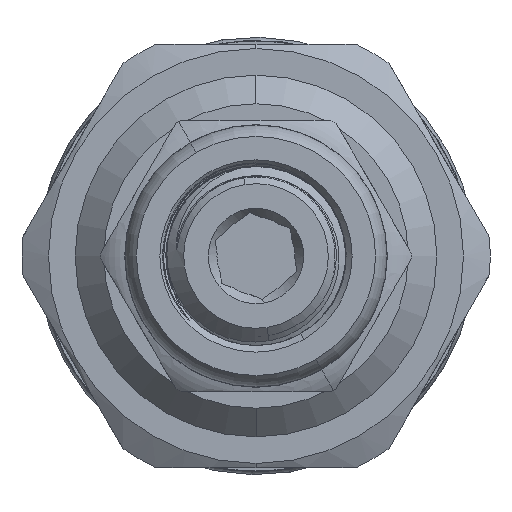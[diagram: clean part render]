
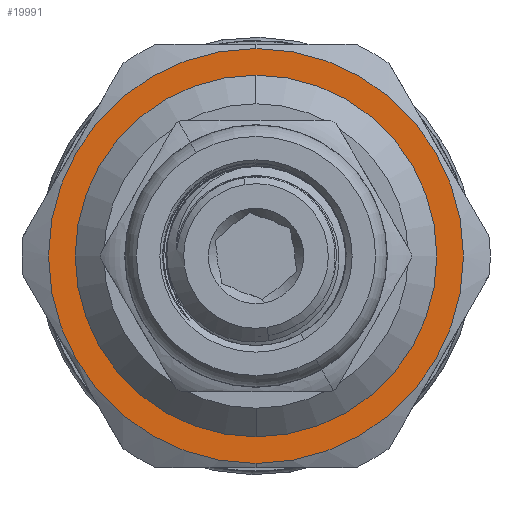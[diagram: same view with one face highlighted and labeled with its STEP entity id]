
A CAD part, left-side view. The second image highlights one B-rep face of the part: STEP entity #19991.
In plain terms, the highlighted planar face has unit normal (-1, 0, 0).
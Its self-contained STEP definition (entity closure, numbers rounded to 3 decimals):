
#1323 = CARTESIAN_POINT ( 'NONE',  ( 12., 0., -10.9 ) ) ;
#1395 = EDGE_LOOP ( 'NONE', ( #18108, #22126 ) ) ;
#1406 = DIRECTION ( 'NONE',  ( 0., 0., 1. ) ) ;
#2938 = VERTEX_POINT ( 'NONE', #15348 ) ;
#3142 = AXIS2_PLACEMENT_3D ( 'NONE', #20138, #8907, #10784 ) ;
#3374 = CARTESIAN_POINT ( 'NONE',  ( 12., 0., 0. ) ) ;
#4903 = DIRECTION ( 'NONE',  ( -1., 0., 0. ) ) ;
#5530 = EDGE_CURVE ( 'NONE', #23394, #2938, #13430, .T. ) ;
#5995 = CIRCLE ( 'NONE', #10669, 9.5 ) ;
#7023 = PLANE ( 'NONE',  #3142 ) ;
#7225 = AXIS2_PLACEMENT_3D ( 'NONE', #16186, #21710, #12352 ) ;
#7343 = VERTEX_POINT ( 'NONE', #1323 ) ;
#7519 = ORIENTED_EDGE ( 'NONE', *, *, #5530, .F. ) ;
#8907 = DIRECTION ( 'NONE',  ( 1., 0., 0. ) ) ;
#9378 = CIRCLE ( 'NONE', #9488, 10.9 ) ;
#9488 = AXIS2_PLACEMENT_3D ( 'NONE', #3374, #12623, #1406 ) ;
#9705 = ORIENTED_EDGE ( 'NONE', *, *, #9796, .F. ) ;
#9796 = EDGE_CURVE ( 'NONE', #2938, #23394, #5995, .T. ) ;
#10113 = EDGE_CURVE ( 'NONE', #23670, #7343, #12201, .T. ) ;
#10669 = AXIS2_PLACEMENT_3D ( 'NONE', #22525, #20708, #24307 ) ;
#10784 = DIRECTION ( 'NONE',  ( 0., 0., -1. ) ) ;
#11384 = EDGE_LOOP ( 'NONE', ( #7519, #9705 ) ) ;
#12201 = CIRCLE ( 'NONE', #7225, 10.9 ) ;
#12352 = DIRECTION ( 'NONE',  ( 0., 0., 1. ) ) ;
#12623 = DIRECTION ( 'NONE',  ( -1., 0., 0. ) ) ;
#13430 = CIRCLE ( 'NONE', #16926, 9.5 ) ;
#14054 = CARTESIAN_POINT ( 'NONE',  ( 12., 0., 9.5 ) ) ;
#15348 = CARTESIAN_POINT ( 'NONE',  ( 12., 0., -9.5 ) ) ;
#16088 = DIRECTION ( 'NONE',  ( 0., 0., 1. ) ) ;
#16186 = CARTESIAN_POINT ( 'NONE',  ( 12., 0., 0. ) ) ;
#16926 = AXIS2_PLACEMENT_3D ( 'NONE', #20014, #4903, #16088 ) ;
#18108 = ORIENTED_EDGE ( 'NONE', *, *, #18906, .T. ) ;
#18797 = CARTESIAN_POINT ( 'NONE',  ( 12., 0., 10.9 ) ) ;
#18906 = EDGE_CURVE ( 'NONE', #7343, #23670, #9378, .T. ) ;
#19330 = FACE_OUTER_BOUND ( 'NONE', #1395, .T. ) ;
#19991 = ADVANCED_FACE ( 'NONE', ( #24294, #19330 ), #7023, .F. ) ;
#20014 = CARTESIAN_POINT ( 'NONE',  ( 12., 0., 0. ) ) ;
#20138 = CARTESIAN_POINT ( 'NONE',  ( 12., 9.5, 0. ) ) ;
#20708 = DIRECTION ( 'NONE',  ( -1., 0., 0. ) ) ;
#21710 = DIRECTION ( 'NONE',  ( -1., 0., 0. ) ) ;
#22126 = ORIENTED_EDGE ( 'NONE', *, *, #10113, .T. ) ;
#22525 = CARTESIAN_POINT ( 'NONE',  ( 12., 0., 0. ) ) ;
#23394 = VERTEX_POINT ( 'NONE', #14054 ) ;
#23670 = VERTEX_POINT ( 'NONE', #18797 ) ;
#24294 = FACE_BOUND ( 'NONE', #11384, .T. ) ;
#24307 = DIRECTION ( 'NONE',  ( 0., 0., 1. ) ) ;
